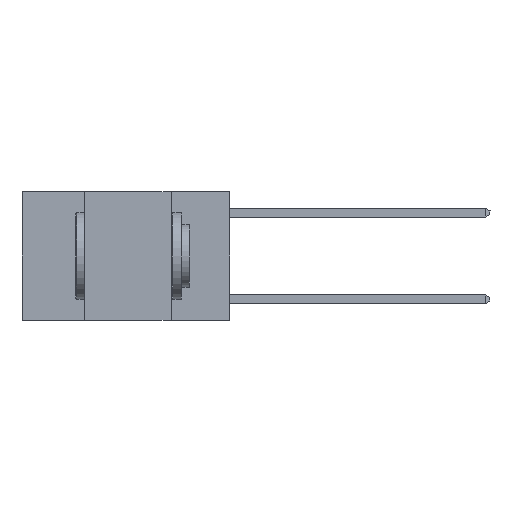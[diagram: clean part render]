
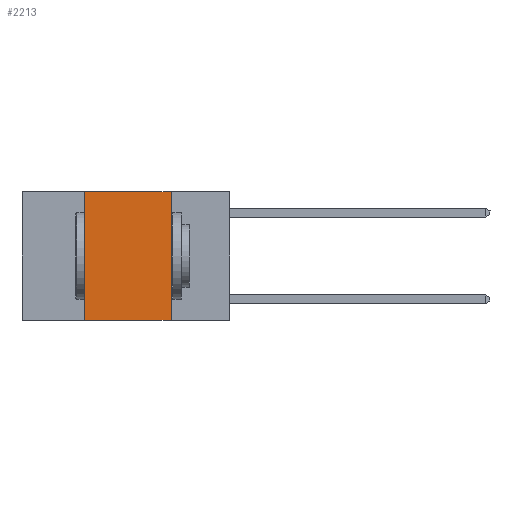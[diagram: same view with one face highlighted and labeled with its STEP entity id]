
A CAD part, left-side view. The second image highlights one B-rep face of the part: STEP entity #2213.
In plain terms, the highlighted planar face has unit normal (-1, 0, 0).
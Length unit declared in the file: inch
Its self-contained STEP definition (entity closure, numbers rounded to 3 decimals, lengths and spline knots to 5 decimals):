
#1995 = LINE ( 'NONE', #11304, #13754 ) ;
#2181 = ORIENTED_EDGE ( 'NONE', *, *, #2525, .F. ) ;
#2197 = EDGE_LOOP ( 'NONE', ( #7446, #11196, #2181, #15194 ) ) ;
#2213 = ADVANCED_FACE ( 'NONE', ( #14395 ), #7189, .F. ) ;
#2349 = VECTOR ( 'NONE', #5397, 39.37008 ) ;
#2525 = EDGE_CURVE ( 'NONE', #3164, #4984, #13147, .T. ) ;
#3164 = VERTEX_POINT ( 'NONE', #9355 ) ;
#3355 = CARTESIAN_POINT ( 'NONE',  ( 0., 0.42, 0. ) ) ;
#3778 = VECTOR ( 'NONE', #4543, 39.37008 ) ;
#4165 = CARTESIAN_POINT ( 'NONE',  ( 0., 0.6, -0.37 ) ) ;
#4543 = DIRECTION ( 'NONE',  ( 0., 0., 1. ) ) ;
#4631 = LINE ( 'NONE', #11273, #10559 ) ;
#4839 = CARTESIAN_POINT ( 'NONE',  ( 0., 0.6, 0. ) ) ;
#4984 = VERTEX_POINT ( 'NONE', #3355 ) ;
#5397 = DIRECTION ( 'NONE',  ( 0., -1., 0. ) ) ;
#5958 = AXIS2_PLACEMENT_3D ( 'NONE', #4839, #8471, #11574 ) ;
#7189 = PLANE ( 'NONE',  #5958 ) ;
#7446 = ORIENTED_EDGE ( 'NONE', *, *, #10840, .F. ) ;
#7809 = DIRECTION ( 'NONE',  ( 0., 0., -1. ) ) ;
#8378 = CARTESIAN_POINT ( 'NONE',  ( 0., 0.42, 0. ) ) ;
#8471 = DIRECTION ( 'NONE',  ( 1., 0., 0. ) ) ;
#9155 = CARTESIAN_POINT ( 'NONE',  ( 0., 0.17, -0.37 ) ) ;
#9355 = CARTESIAN_POINT ( 'NONE',  ( 0., 0.42, -0.37 ) ) ;
#10173 = EDGE_CURVE ( 'NONE', #4984, #12629, #4631, .T. ) ;
#10559 = VECTOR ( 'NONE', #12427, 39.37008 ) ;
#10840 = EDGE_CURVE ( 'NONE', #12629, #11005, #1995, .T. ) ;
#11005 = VERTEX_POINT ( 'NONE', #9155 ) ;
#11196 = ORIENTED_EDGE ( 'NONE', *, *, #10173, .F. ) ;
#11273 = CARTESIAN_POINT ( 'NONE',  ( 0., 0.6, 0. ) ) ;
#11304 = CARTESIAN_POINT ( 'NONE',  ( 0., 0.17, 0. ) ) ;
#11574 = DIRECTION ( 'NONE',  ( 0., 0., -1. ) ) ;
#12286 = CARTESIAN_POINT ( 'NONE',  ( 0., 0.17, 0. ) ) ;
#12427 = DIRECTION ( 'NONE',  ( 0., -1., 0. ) ) ;
#12629 = VERTEX_POINT ( 'NONE', #12286 ) ;
#13147 = LINE ( 'NONE', #8378, #3778 ) ;
#13754 = VECTOR ( 'NONE', #7809, 39.37008 ) ;
#14395 = FACE_OUTER_BOUND ( 'NONE', #2197, .T. ) ;
#14431 = LINE ( 'NONE', #4165, #2349 ) ;
#15083 = EDGE_CURVE ( 'NONE', #3164, #11005, #14431, .T. ) ;
#15194 = ORIENTED_EDGE ( 'NONE', *, *, #15083, .T. ) ;
